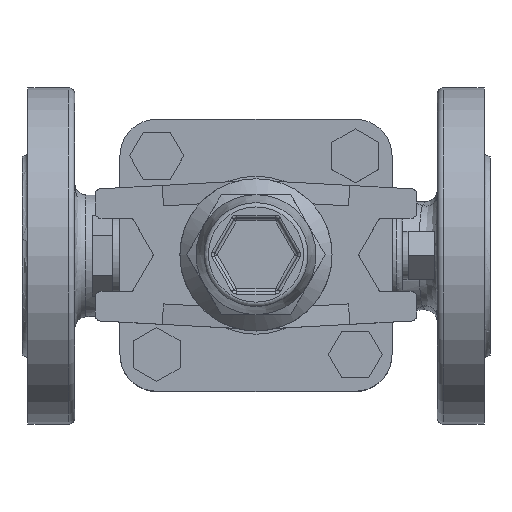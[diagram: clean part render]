
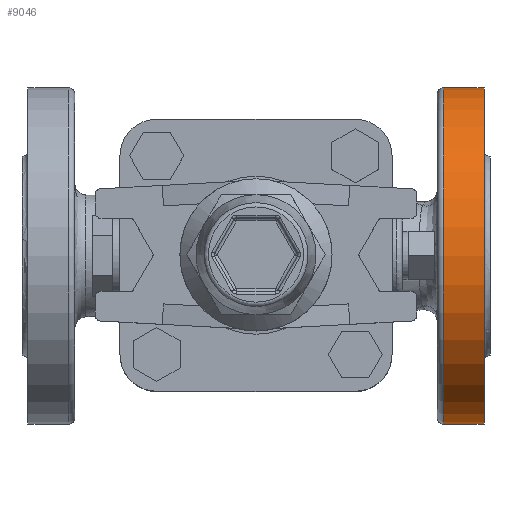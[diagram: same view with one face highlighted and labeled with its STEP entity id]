
A CAD part, top view. The second image highlights one B-rep face of the part: STEP entity #9046.
In plain terms, the highlighted cylindrical face has radius 57.5 mm (diameter 115 mm), a full revolution.
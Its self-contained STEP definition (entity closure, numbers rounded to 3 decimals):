
#1338=CYLINDRICAL_SURFACE('',#9920,57.5);
#1481=FACE_BOUND('',#2885,.T.);
#2224=FACE_OUTER_BOUND('',#2884,.T.);
#2884=EDGE_LOOP('',(#7918));
#2885=EDGE_LOOP('',(#7919));
#3632=CIRCLE('',#9911,57.5);
#3641=CIRCLE('',#9921,57.5);
#4482=VERTEX_POINT('',#23789);
#4491=VERTEX_POINT('',#23808);
#5681=EDGE_CURVE('',#4482,#4482,#3632,.T.);
#5690=EDGE_CURVE('',#4491,#4491,#3641,.T.);
#7918=ORIENTED_EDGE('',*,*,#5681,.T.);
#7919=ORIENTED_EDGE('',*,*,#5690,.F.);
#9046=ADVANCED_FACE('',(#2224,#1481),#1338,.T.);
#9911=AXIS2_PLACEMENT_3D('',#23790,#12094,#12095);
#9920=AXIS2_PLACEMENT_3D('',#23807,#12112,#12113);
#9921=AXIS2_PLACEMENT_3D('',#23809,#12114,#12115);
#12094=DIRECTION('center_axis',(-1.,0.,0.));
#12095=DIRECTION('ref_axis',(0.,0.,1.));
#12112=DIRECTION('center_axis',(-1.,0.,0.));
#12113=DIRECTION('ref_axis',(0.,0.,1.));
#12114=DIRECTION('center_axis',(-1.,0.,0.));
#12115=DIRECTION('ref_axis',(0.,0.,1.));
#23789=CARTESIAN_POINT('',(78.,0.,-10.));
#23790=CARTESIAN_POINT('Origin',(78.,0.,47.5));
#23807=CARTESIAN_POINT('Origin',(80.,0.,47.5));
#23808=CARTESIAN_POINT('',(64.,0.,-10.));
#23809=CARTESIAN_POINT('Origin',(64.,0.,47.5));
